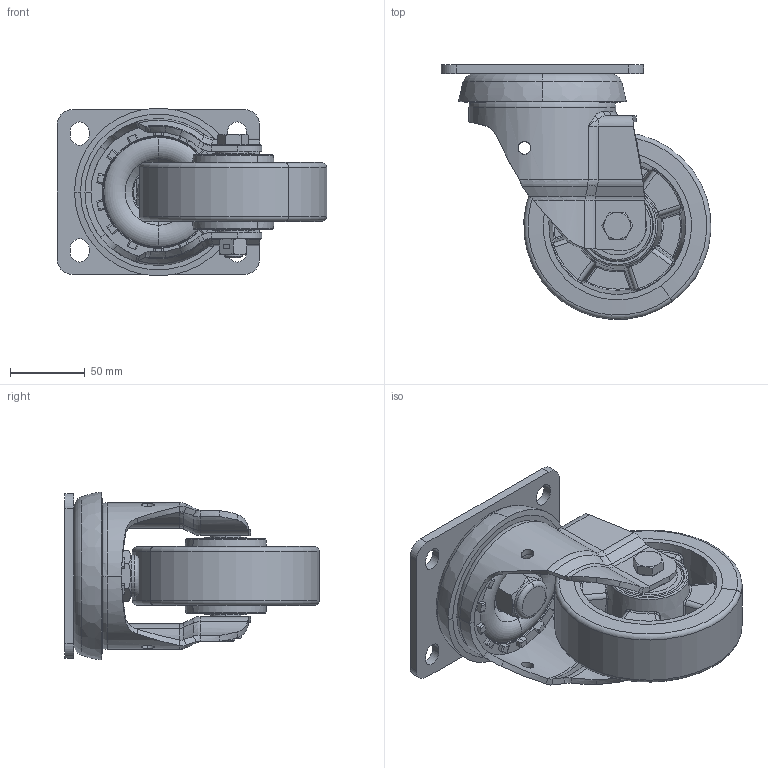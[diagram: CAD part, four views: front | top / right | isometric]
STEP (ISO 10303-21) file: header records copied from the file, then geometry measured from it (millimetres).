
FILE_DESCRIPTION (( 'STEP AP214' ), '1' );
FILE_NAME ('0047349_L-IHB-PUZA-125-K-3_(A-01).step', '2019-07-01T11:01:04', ( 'Windows-Benutzer' ), ( '' ), 'SwSTEP 2.0', 'SolidWorks 2018', '' );
FILE_SCHEMA (( 'AUTOMOTIVE_DESIGN' ));
Length unit declared in the file: millimetre
Products named in the file (1): 0047349_L-IHB-PUZA-125-K-3_(A-01)
Bounding box: 179.86 x 169.86 x 112 mm (x, y, z)
Volume: 768157 mm3; surface area: 207737.9 mm2
Topology: 15 solids, 15 shells, 736 faces, 1675 edges, 986 vertices
Faces by surface type: cylinder 209, plane 191, bspline 116, torus 110, cone 62, sphere 48
Entity records: 34588 total; most frequent: CARTESIAN_POINT 10395, ORIENTED_EDGE 3350, DIRECTION 3305, EDGE_CURVE 1675, AXIS2_PLACEMENT_3D 1378, VERTEX_POINT 986, EDGE_LOOP 795, CIRCLE 757
